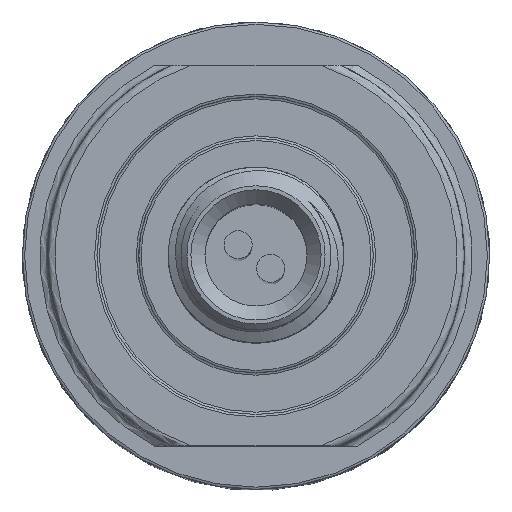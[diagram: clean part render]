
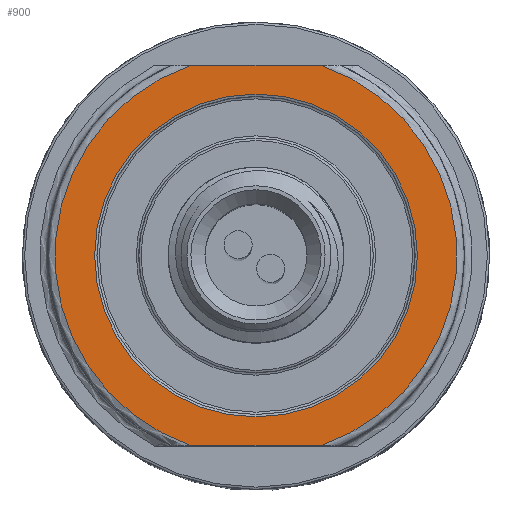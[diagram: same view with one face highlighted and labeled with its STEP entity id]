
A CAD part, top view. The second image highlights one B-rep face of the part: STEP entity #900.
In plain terms, the highlighted planar face has unit normal (0, 0, 1).
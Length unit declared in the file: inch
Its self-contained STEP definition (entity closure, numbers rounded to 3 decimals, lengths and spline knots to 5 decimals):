
#30=PLANE($,#1003);
#51=LINE($,#2731,#59);
#52=LINE($,#2734,#60);
#59=VECTOR($,#1182,0.27422);
#60=VECTOR($,#1185,0.27422);
#171=FACE_BOUND($,#290,.T.);
#211=FACE_OUTER_BOUND($,#289,.T.);
#289=EDGE_LOOP($,(#741,#742,#743,#744));
#290=EDGE_LOOP($,(#745));
#328=CIRCLE($,#943,0.3445);
#348=CIRCLE($,#974,0.429);
#361=CIRCLE($,#1004,0.429);
#377=VERTEX_POINT($,#1262);
#399=VERTEX_POINT($,#1335);
#400=VERTEX_POINT($,#1336);
#472=VERTEX_POINT($,#2730);
#473=VERTEX_POINT($,#2732);
#489=EDGE_CURVE($,#377,#377,#328,.T.);
#511=EDGE_CURVE($,#399,#400,#348,.T.);
#591=EDGE_CURVE($,#472,#400,#51,.T.);
#592=EDGE_CURVE($,#472,#473,#361,.T.);
#593=EDGE_CURVE($,#399,#473,#52,.T.);
#741=ORIENTED_EDGE($,*,*,#591,.F.);
#742=ORIENTED_EDGE($,*,*,#592,.T.);
#743=ORIENTED_EDGE($,*,*,#593,.F.);
#744=ORIENTED_EDGE($,*,*,#511,.T.);
#745=ORIENTED_EDGE($,*,*,#489,.T.);
#900=ADVANCED_FACE($,(#211,#171),#30,.F.);
#943=AXIS2_PLACEMENT_3D($,#1263,#1054,#1055);
#974=AXIS2_PLACEMENT_3D($,#1337,#1116,#1117);
#1003=AXIS2_PLACEMENT_3D($,#2729,#1180,#1181);
#1004=AXIS2_PLACEMENT_3D($,#2733,#1183,#1184);
#1054=DIRECTION('center_axis',(0.,0.,-1.));
#1055=DIRECTION('ref_axis',(-1.,0.,0.));
#1116=DIRECTION('center_axis',(0.,0.,1.));
#1117=DIRECTION('ref_axis',(-1.,0.,0.));
#1180=DIRECTION('center_axis',(0.,0.,-1.));
#1181=DIRECTION('ref_axis',(-1.,0.,0.));
#1182=DIRECTION($,(-1.,0.,0.));
#1183=DIRECTION('center_axis',(0.,0.,1.));
#1184=DIRECTION('ref_axis',(-1.,0.,0.));
#1185=DIRECTION($,(1.,0.,0.));
#1262=CARTESIAN_POINT('',(-0.3445,0.03125,-0.067));
#1263=CARTESIAN_POINT('Origin',(0.,0.03125,-0.067));
#1335=CARTESIAN_POINT('',(-0.13711,0.43775,-0.067));
#1336=CARTESIAN_POINT('',(-0.13711,-0.37525,-0.067));
#1337=CARTESIAN_POINT('Origin',(0.,0.03125,-0.067));
#2729=CARTESIAN_POINT('Origin',(0.,0.47625,-0.067));
#2730=CARTESIAN_POINT('',(0.13711,-0.37525,-0.067));
#2731=CARTESIAN_POINT($,(0.18106,-0.37525,-0.067));
#2732=CARTESIAN_POINT('',(0.13711,0.43775,-0.067));
#2733=CARTESIAN_POINT('Origin',(0.,0.03125,-0.067));
#2734=CARTESIAN_POINT($,(-0.18106,0.43775,-0.067));
